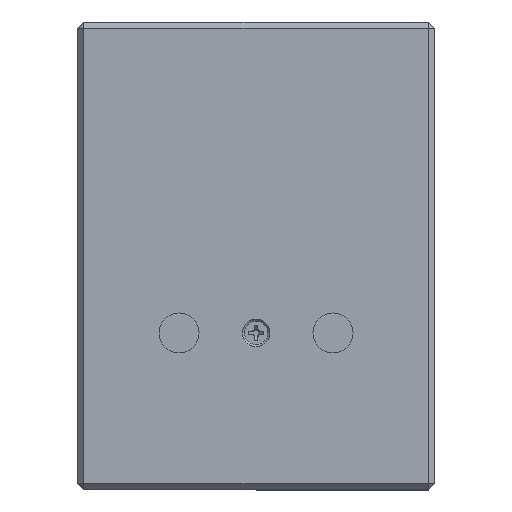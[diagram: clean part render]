
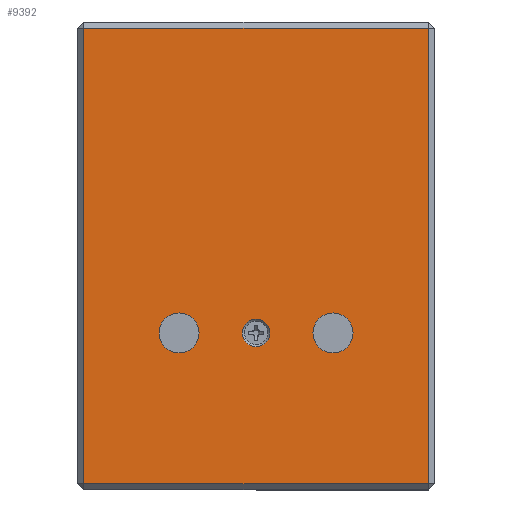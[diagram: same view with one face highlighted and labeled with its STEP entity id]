
A CAD part, left-side view. The second image highlights one B-rep face of the part: STEP entity #9392.
In plain terms, the highlighted planar face has unit normal (-1, 0, 0).
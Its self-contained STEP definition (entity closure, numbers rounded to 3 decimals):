
#181=FACE_BOUND('',#1804,.T.);
#182=FACE_BOUND('',#1805,.T.);
#183=FACE_BOUND('',#1806,.T.);
#632=PLANE('',#10279);
#1234=FACE_OUTER_BOUND('',#1803,.T.);
#1803=EDGE_LOOP('',(#8279,#8280,#8281,#8282));
#1804=EDGE_LOOP('',(#8283));
#1805=EDGE_LOOP('',(#8284));
#1806=EDGE_LOOP('',(#8285,#8286));
#2647=LINE('',#17740,#3518);
#2648=LINE('',#17742,#3519);
#2649=LINE('',#17744,#3520);
#2650=LINE('',#17745,#3521);
#3518=VECTOR('',#12476,10.);
#3519=VECTOR('',#12477,10.);
#3520=VECTOR('',#12478,10.);
#3521=VECTOR('',#12479,10.);
#3922=CIRCLE('',#10280,3.25);
#3923=CIRCLE('',#10281,3.25);
#3924=CIRCLE('',#10282,2.25);
#3925=CIRCLE('',#10283,2.25);
#4682=VERTEX_POINT('',#17738);
#4683=VERTEX_POINT('',#17739);
#4684=VERTEX_POINT('',#17741);
#4685=VERTEX_POINT('',#17743);
#4686=VERTEX_POINT('',#17746);
#4687=VERTEX_POINT('',#17748);
#4688=VERTEX_POINT('',#17750);
#4689=VERTEX_POINT('',#17751);
#5911=EDGE_CURVE('',#4682,#4683,#2647,.T.);
#5912=EDGE_CURVE('',#4684,#4682,#2648,.T.);
#5913=EDGE_CURVE('',#4685,#4684,#2649,.T.);
#5914=EDGE_CURVE('',#4683,#4685,#2650,.T.);
#5915=EDGE_CURVE('',#4686,#4686,#3922,.T.);
#5916=EDGE_CURVE('',#4687,#4687,#3923,.T.);
#5917=EDGE_CURVE('',#4688,#4689,#3924,.T.);
#5918=EDGE_CURVE('',#4689,#4688,#3925,.T.);
#8279=ORIENTED_EDGE('',*,*,#5911,.F.);
#8280=ORIENTED_EDGE('',*,*,#5912,.F.);
#8281=ORIENTED_EDGE('',*,*,#5913,.F.);
#8282=ORIENTED_EDGE('',*,*,#5914,.F.);
#8283=ORIENTED_EDGE('',*,*,#5915,.T.);
#8284=ORIENTED_EDGE('',*,*,#5916,.T.);
#8285=ORIENTED_EDGE('',*,*,#5917,.T.);
#8286=ORIENTED_EDGE('',*,*,#5918,.T.);
#9392=ADVANCED_FACE('',(#1234,#181,#182,#183),#632,.T.);
#10279=AXIS2_PLACEMENT_3D('',#17737,#12474,#12475);
#10280=AXIS2_PLACEMENT_3D('',#17747,#12480,#12481);
#10281=AXIS2_PLACEMENT_3D('',#17749,#12482,#12483);
#10282=AXIS2_PLACEMENT_3D('',#17752,#12484,#12485);
#10283=AXIS2_PLACEMENT_3D('',#17753,#12486,#12487);
#12474=DIRECTION('center_axis',(-1.,0.,0.));
#12475=DIRECTION('ref_axis',(0.,-1.,0.));
#12476=DIRECTION('',(0.,0.,-1.));
#12477=DIRECTION('',(0.,-1.,0.));
#12478=DIRECTION('',(0.,0.,1.));
#12479=DIRECTION('',(0.,1.,0.));
#12480=DIRECTION('center_axis',(1.,0.,0.));
#12481=DIRECTION('ref_axis',(0.,0.,
1.));
#12482=DIRECTION('center_axis',(1.,0.,0.));
#12483=DIRECTION('ref_axis',(0.,0.,
1.));
#12484=DIRECTION('center_axis',(1.,0.,0.));
#12485=DIRECTION('ref_axis',(0.,0.,
1.));
#12486=DIRECTION('center_axis',(1.,0.,0.));
#12487=DIRECTION('ref_axis',(0.,0.,
1.));
#17737=CARTESIAN_POINT('Origin',(0.,55.145,12.646));
#17738=CARTESIAN_POINT('',(0.,1.145,87.646));
#17739=CARTESIAN_POINT('',(0.,1.145,13.646));
#17740=CARTESIAN_POINT('',(0.,1.145,12.646));
#17741=CARTESIAN_POINT('',(0.,57.145,87.646));
#17742=CARTESIAN_POINT('',(0.,43.645,87.646));
#17743=CARTESIAN_POINT('',(0.,57.145,13.646));
#17744=CARTESIAN_POINT('',(0.,57.145,42.146));
#17745=CARTESIAN_POINT('',(0.,42.145,13.646));
#17746=CARTESIAN_POINT('',(0.,16.645,34.896));
#17747=CARTESIAN_POINT('Origin',(0.,16.645,
38.146));
#17748=CARTESIAN_POINT('',(0.,41.645,34.896));
#17749=CARTESIAN_POINT('Origin',(0.,41.645,
38.146));
#17750=CARTESIAN_POINT('',(0.,29.145,40.396));
#17751=CARTESIAN_POINT('',(0.,29.145,35.896));
#17752=CARTESIAN_POINT('Origin',(0.,29.145,38.146));
#17753=CARTESIAN_POINT('Origin',(0.,29.145,38.146));
